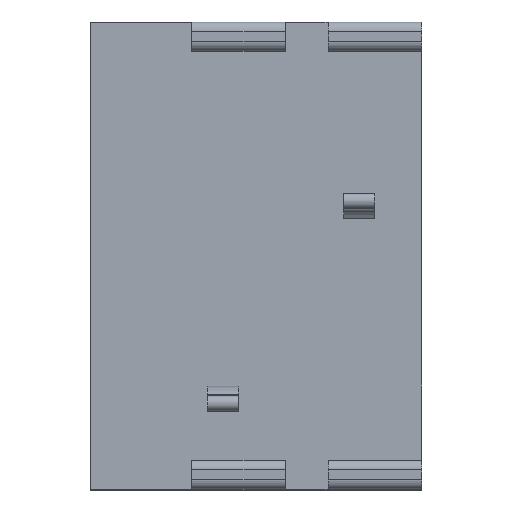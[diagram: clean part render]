
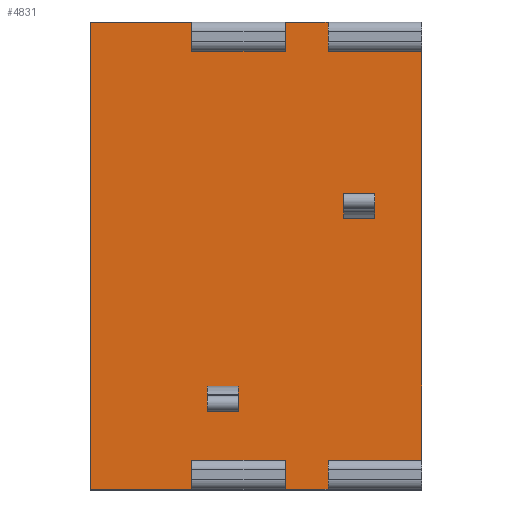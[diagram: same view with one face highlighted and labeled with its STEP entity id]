
A CAD part, top view. The second image highlights one B-rep face of the part: STEP entity #4831.
In plain terms, the highlighted planar face has unit normal (0, 0, 1).
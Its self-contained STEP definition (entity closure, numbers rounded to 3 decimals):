
#152=DIRECTION('',(0.,-1.,0.));
#153=VECTOR('',#152,12.);
#154=CARTESIAN_POINT('',(-4.25,6.,0.));
#155=LINE('',#154,#153);
#796=DIRECTION('',(0.,-1.,0.));
#797=VECTOR('',#796,10.5);
#798=CARTESIAN_POINT('',(4.25,5.25,0.));
#799=LINE('',#798,#797);
#950=DIRECTION('',(0.,-1.,0.));
#951=VECTOR('',#950,0.75);
#952=CARTESIAN_POINT('',(1.85,6.,0.));
#953=LINE('',#952,#951);
#954=DIRECTION('',(1.,0.,0.));
#955=VECTOR('',#954,2.4);
#956=CARTESIAN_POINT('',(1.85,5.25,0.));
#957=LINE('',#956,#955);
#958=DIRECTION('',(1.,0.,0.));
#959=VECTOR('',#958,2.4);
#960=CARTESIAN_POINT('',(1.85,-5.25,0.));
#961=LINE('',#960,#959);
#962=DIRECTION('',(0.,-1.,0.));
#963=VECTOR('',#962,0.75);
#964=CARTESIAN_POINT('',(1.85,-5.25,0.));
#965=LINE('',#964,#963);
#966=DIRECTION('',(0.,-1.,0.));
#967=VECTOR('',#966,0.75);
#968=CARTESIAN_POINT('',(0.75,-5.25,0.));
#969=LINE('',#968,#967);
#970=DIRECTION('',(1.,0.,0.));
#971=VECTOR('',#970,2.4);
#972=CARTESIAN_POINT('',(-1.65,-5.25,0.));
#973=LINE('',#972,#971);
#974=DIRECTION('',(0.,-1.,0.));
#975=VECTOR('',#974,0.75);
#976=CARTESIAN_POINT('',(-1.65,-5.25,0.));
#977=LINE('',#976,#975);
#978=DIRECTION('',(1.,0.,0.));
#979=VECTOR('',#978,2.6);
#980=CARTESIAN_POINT('',(-4.25,6.,0.));
#981=LINE('',#980,#979);
#982=DIRECTION('',(0.,1.,0.));
#983=VECTOR('',#982,0.75);
#984=CARTESIAN_POINT('',(-1.65,5.25,0.));
#985=LINE('',#984,#983);
#986=DIRECTION('',(1.,0.,0.));
#987=VECTOR('',#986,2.4);
#988=CARTESIAN_POINT('',(-1.65,5.25,0.));
#989=LINE('',#988,#987);
#990=DIRECTION('',(0.,-1.,0.));
#991=VECTOR('',#990,0.75);
#992=CARTESIAN_POINT('',(0.75,6.,0.));
#993=LINE('',#992,#991);
#994=DIRECTION('',(1.,0.,0.));
#995=VECTOR('',#994,1.1);
#996=CARTESIAN_POINT('',(0.75,6.,0.));
#997=LINE('',#996,#995);
#998=DIRECTION('',(0.,-1.,0.));
#999=VECTOR('',#998,0.4);
#1000=CARTESIAN_POINT('',(2.25,1.6,0.));
#1001=LINE('',#1000,#999);
#1002=DIRECTION('',(1.,0.,0.));
#1003=VECTOR('',#1002,0.8);
#1004=CARTESIAN_POINT('',(2.25,1.2,0.));
#1005=LINE('',#1004,#1003);
#1006=DIRECTION('',(0.,-1.,0.));
#1007=VECTOR('',#1006,0.4);
#1008=CARTESIAN_POINT('',(3.05,1.6,0.));
#1009=LINE('',#1008,#1007);
#1010=DIRECTION('',(1.,0.,0.));
#1011=VECTOR('',#1010,0.8);
#1012=CARTESIAN_POINT('',(2.25,1.6,0.));
#1013=LINE('',#1012,#1011);
#1014=DIRECTION('',(0.,-1.,0.));
#1015=VECTOR('',#1014,0.4);
#1016=CARTESIAN_POINT('',(-1.25,-3.6,0.));
#1017=LINE('',#1016,#1015);
#1018=DIRECTION('',(1.,0.,0.));
#1019=VECTOR('',#1018,0.8);
#1020=CARTESIAN_POINT('',(-1.25,-4.,0.));
#1021=LINE('',#1020,#1019);
#1022=DIRECTION('',(0.,-1.,0.));
#1023=VECTOR('',#1022,0.4);
#1024=CARTESIAN_POINT('',(-0.45,-3.6,0.));
#1025=LINE('',#1024,#1023);
#1026=DIRECTION('',(1.,0.,0.));
#1027=VECTOR('',#1026,0.8);
#1028=CARTESIAN_POINT('',(-1.25,-3.6,0.));
#1029=LINE('',#1028,#1027);
#1070=DIRECTION('',(1.,0.,0.));
#1071=VECTOR('',#1070,2.6);
#1072=CARTESIAN_POINT('',(-4.25,-6.,0.));
#1073=LINE('',#1072,#1071);
#1078=DIRECTION('',(1.,0.,0.));
#1079=VECTOR('',#1078,1.1);
#1080=CARTESIAN_POINT('',(0.75,-6.,0.));
#1081=LINE('',#1080,#1079);
#3057=CARTESIAN_POINT('',(-4.25,6.,0.));
#3058=CARTESIAN_POINT('',(-4.25,-6.,0.));
#3059=VERTEX_POINT('',#3057);
#3060=VERTEX_POINT('',#3058);
#3223=CARTESIAN_POINT('',(-1.65,5.25,0.));
#3224=CARTESIAN_POINT('',(-1.65,6.,0.));
#3225=VERTEX_POINT('',#3223);
#3226=VERTEX_POINT('',#3224);
#3227=CARTESIAN_POINT('',(-1.65,-6.,0.));
#3228=VERTEX_POINT('',#3227);
#3229=CARTESIAN_POINT('',(0.75,-6.,0.));
#3230=VERTEX_POINT('',#3229);
#3231=CARTESIAN_POINT('',(-1.65,-5.25,0.));
#3232=CARTESIAN_POINT('',(0.75,-5.25,0.));
#3233=VERTEX_POINT('',#3231);
#3234=VERTEX_POINT('',#3232);
#3280=CARTESIAN_POINT('',(2.25,1.6,0.));
#3281=CARTESIAN_POINT('',(2.25,1.2,0.));
#3282=VERTEX_POINT('',#3280);
#3283=VERTEX_POINT('',#3281);
#3284=CARTESIAN_POINT('',(3.05,1.6,0.));
#3285=CARTESIAN_POINT('',(3.05,1.2,0.));
#3286=VERTEX_POINT('',#3284);
#3287=VERTEX_POINT('',#3285);
#3328=CARTESIAN_POINT('',(-1.25,-3.6,0.));
#3329=CARTESIAN_POINT('',(-1.25,-4.,0.));
#3330=VERTEX_POINT('',#3328);
#3331=VERTEX_POINT('',#3329);
#3372=CARTESIAN_POINT('',(-0.45,-3.6,0.));
#3373=CARTESIAN_POINT('',(-0.45,-4.,0.));
#3374=VERTEX_POINT('',#3372);
#3375=VERTEX_POINT('',#3373);
#3384=CARTESIAN_POINT('',(0.75,5.25,0.));
#3385=VERTEX_POINT('',#3384);
#3386=CARTESIAN_POINT('',(0.75,6.,0.));
#3387=VERTEX_POINT('',#3386);
#3583=CARTESIAN_POINT('',(1.85,-6.,0.));
#3584=VERTEX_POINT('',#3583);
#3585=CARTESIAN_POINT('',(1.85,-5.25,0.));
#3586=VERTEX_POINT('',#3585);
#3589=CARTESIAN_POINT('',(4.25,-5.25,0.));
#3590=VERTEX_POINT('',#3589);
#3599=CARTESIAN_POINT('',(1.85,5.25,0.));
#3600=VERTEX_POINT('',#3599);
#3601=CARTESIAN_POINT('',(1.85,6.,0.));
#3602=VERTEX_POINT('',#3601);
#3603=CARTESIAN_POINT('',(4.25,5.25,0.));
#3604=VERTEX_POINT('',#3603);
#4774=CARTESIAN_POINT('',(-4.25,6.,0.));
#4775=DIRECTION('',(0.,0.,1.));
#4776=DIRECTION('',(0.,-1.,0.));
#4777=AXIS2_PLACEMENT_3D('',#4774,#4775,#4776);
#4778=PLANE('',#4777);
#4780=ORIENTED_EDGE('',*,*,#4779,.T.);
#4782=ORIENTED_EDGE('',*,*,#4781,.T.);
#4783=ORIENTED_EDGE('',*,*,#4707,.T.);
#4785=ORIENTED_EDGE('',*,*,#4784,.F.);
#4787=ORIENTED_EDGE('',*,*,#4786,.T.);
#4789=ORIENTED_EDGE('',*,*,#4788,.F.);
#4791=ORIENTED_EDGE('',*,*,#4790,.F.);
#4793=ORIENTED_EDGE('',*,*,#4792,.F.);
#4795=ORIENTED_EDGE('',*,*,#4794,.T.);
#4797=ORIENTED_EDGE('',*,*,#4796,.F.);
#4798=ORIENTED_EDGE('',*,*,#3880,.F.);
#4800=ORIENTED_EDGE('',*,*,#4799,.T.);
#4802=ORIENTED_EDGE('',*,*,#4801,.F.);
#4804=ORIENTED_EDGE('',*,*,#4803,.T.);
#4806=ORIENTED_EDGE('',*,*,#4805,.F.);
#4808=ORIENTED_EDGE('',*,*,#4807,.T.);
#4809=EDGE_LOOP('',(#4780,#4782,#4783,#4785,#4787,#4789,#4791,#4793,#4795,#4797,
#4798,#4800,#4802,#4804,#4806,#4808));
#4810=FACE_OUTER_BOUND('',#4809,.F.);
#4812=ORIENTED_EDGE('',*,*,#4811,.T.);
#4814=ORIENTED_EDGE('',*,*,#4813,.T.);
#4816=ORIENTED_EDGE('',*,*,#4815,.F.);
#4818=ORIENTED_EDGE('',*,*,#4817,.F.);
#4819=EDGE_LOOP('',(#4812,#4814,#4816,#4818));
#4820=FACE_BOUND('',#4819,.F.);
#4822=ORIENTED_EDGE('',*,*,#4821,.T.);
#4824=ORIENTED_EDGE('',*,*,#4823,.T.);
#4826=ORIENTED_EDGE('',*,*,#4825,.F.);
#4828=ORIENTED_EDGE('',*,*,#4827,.F.);
#4829=EDGE_LOOP('',(#4822,#4824,#4826,#4828));
#4830=FACE_BOUND('',#4829,.F.);
#3880=EDGE_CURVE('',#3059,#3060,#155,.T.);
#4707=EDGE_CURVE('',#3604,#3590,#799,.T.);
#4779=EDGE_CURVE('',#3602,#3600,#953,.T.);
#4781=EDGE_CURVE('',#3600,#3604,#957,.T.);
#4784=EDGE_CURVE('',#3586,#3590,#961,.T.);
#4786=EDGE_CURVE('',#3586,#3584,#965,.T.);
#4788=EDGE_CURVE('',#3230,#3584,#1081,.T.);
#4790=EDGE_CURVE('',#3234,#3230,#969,.T.);
#4792=EDGE_CURVE('',#3233,#3234,#973,.T.);
#4794=EDGE_CURVE('',#3233,#3228,#977,.T.);
#4796=EDGE_CURVE('',#3060,#3228,#1073,.T.);
#4799=EDGE_CURVE('',#3059,#3226,#981,.T.);
#4801=EDGE_CURVE('',#3225,#3226,#985,.T.);
#4803=EDGE_CURVE('',#3225,#3385,#989,.T.);
#4805=EDGE_CURVE('',#3387,#3385,#993,.T.);
#4807=EDGE_CURVE('',#3387,#3602,#997,.T.);
#4811=EDGE_CURVE('',#3282,#3283,#1001,.T.);
#4813=EDGE_CURVE('',#3283,#3287,#1005,.T.);
#4815=EDGE_CURVE('',#3286,#3287,#1009,.T.);
#4817=EDGE_CURVE('',#3282,#3286,#1013,.T.);
#4821=EDGE_CURVE('',#3330,#3331,#1017,.T.);
#4823=EDGE_CURVE('',#3331,#3375,#1021,.T.);
#4825=EDGE_CURVE('',#3374,#3375,#1025,.T.);
#4827=EDGE_CURVE('',#3330,#3374,#1029,.T.);
#4831=ADVANCED_FACE('',(#4810,#4820,#4830),#4778,.T.);
